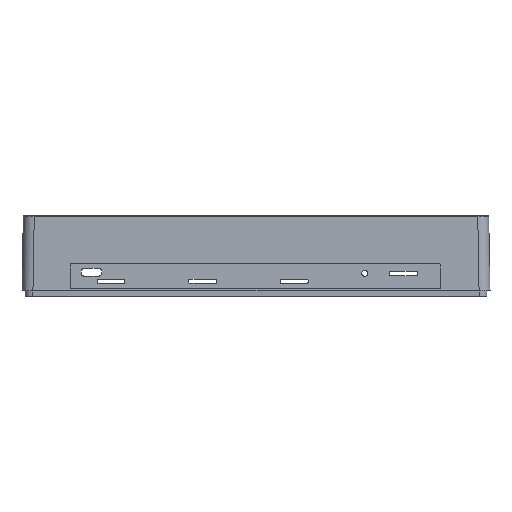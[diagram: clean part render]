
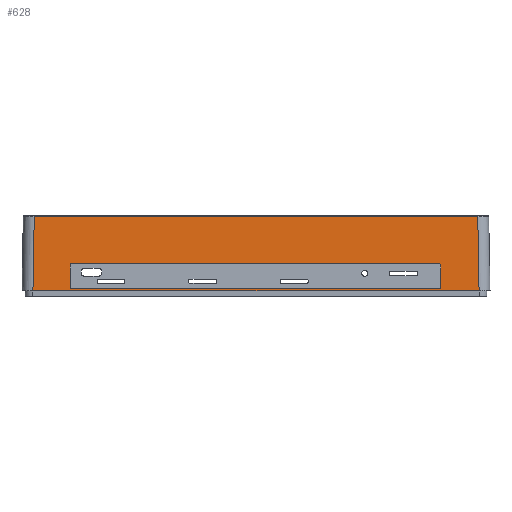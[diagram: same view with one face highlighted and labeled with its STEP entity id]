
A CAD part, front view. The second image highlights one B-rep face of the part: STEP entity #628.
In plain terms, the highlighted planar face has unit normal (0, -1, 0.018).
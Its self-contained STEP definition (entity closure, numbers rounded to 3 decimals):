
#83=FACE_BOUND('',#2078,.T.);
#628=ADVANCED_FACE('',(#1318,#83),#11758,.T.);
#1318=FACE_OUTER_BOUND('',#2077,.T.);
#2077=EDGE_LOOP('',(#4648,#4649,#4650,#4651));
#2078=EDGE_LOOP('',(#4652,#4653,#4654,#4655,#4656,#4657,#4658,#4659));
#4648=ORIENTED_EDGE('',*,*,#7518,.F.);
#4649=ORIENTED_EDGE('',*,*,#7344,.F.);
#4650=ORIENTED_EDGE('',*,*,#7515,.F.);
#4651=ORIENTED_EDGE('',*,*,#7585,.T.);
#4652=ORIENTED_EDGE('',*,*,#7593,.T.);
#4653=ORIENTED_EDGE('',*,*,#7586,.T.);
#4654=ORIENTED_EDGE('',*,*,#7587,.T.);
#4655=ORIENTED_EDGE('',*,*,#7588,.T.);
#4656=ORIENTED_EDGE('',*,*,#7589,.T.);
#4657=ORIENTED_EDGE('',*,*,#7590,.T.);
#4658=ORIENTED_EDGE('',*,*,#7591,.T.);
#4659=ORIENTED_EDGE('',*,*,#7592,.T.);
#7344=EDGE_CURVE('',#10833,#10827,#9092,.T.);
#7515=EDGE_CURVE('',#10952,#10833,#9246,.T.);
#7518=EDGE_CURVE('',#10827,#10955,#9249,.T.);
#7585=EDGE_CURVE('',#10952,#10955,#9300,.T.);
#7586=EDGE_CURVE('',#11008,#11009,#9823,.T.);
#7587=EDGE_CURVE('',#11009,#11010,#9301,.T.);
#7588=EDGE_CURVE('',#11010,#11011,#9824,.T.);
#7589=EDGE_CURVE('',#11011,#11012,#9302,.T.);
#7590=EDGE_CURVE('',#11012,#11013,#9825,.T.);
#7591=EDGE_CURVE('',#11013,#11014,#9303,.T.);
#7592=EDGE_CURVE('',#11014,#11015,#9826,.T.);
#7593=EDGE_CURVE('',#11015,#11008,#9304,.T.);
#9092=B_SPLINE_CURVE_WITH_KNOTS('',1,(#19555,#19556),.UNSPECIFIED.,.F.,
 .F.,(2,2),(0.,202.811),.UNSPECIFIED.);
#9246=B_SPLINE_CURVE_WITH_KNOTS('',1,(#19998,#19999),.UNSPECIFIED.,.F.,
 .F.,(2,2),(0.,33.988),.UNSPECIFIED.);
#9249=B_SPLINE_CURVE_WITH_KNOTS('',1,(#20004,#20005),.UNSPECIFIED.,.F.,
 .F.,(2,2),(0.,33.988),.UNSPECIFIED.);
#9300=B_SPLINE_CURVE_WITH_KNOTS('',1,(#20186,#20187),.UNSPECIFIED.,.F.,
 .F.,(2,2),(0.,203.997),.UNSPECIFIED.);
#9301=B_SPLINE_CURVE_WITH_KNOTS('',1,(#20191,#20192),.UNSPECIFIED.,.F.,
 .F.,(2,2),(0.,10.488),.UNSPECIFIED.);
#9302=B_SPLINE_CURVE_WITH_KNOTS('',1,(#20196,#20197),.UNSPECIFIED.,.F.,
 .F.,(2,2),(0.,168.302),.UNSPECIFIED.);
#9303=B_SPLINE_CURVE_WITH_KNOTS('',1,(#20201,#20202),.UNSPECIFIED.,.F.,
 .F.,(2,2),(0.,10.488),.UNSPECIFIED.);
#9304=B_SPLINE_CURVE_WITH_KNOTS('',1,(#20206,#20207),.UNSPECIFIED.,.F.,
 .F.,(2,2),(0.,168.302),.UNSPECIFIED.);
#9823=(
BOUNDED_CURVE()
B_SPLINE_CURVE(2,(#20188,#20189,#20190),.UNSPECIFIED.,.F.,.F.)
B_SPLINE_CURVE_WITH_KNOTS((3,3),(0.,1.078),.UNSPECIFIED.)
CURVE()
GEOMETRIC_REPRESENTATION_ITEM()
RATIONAL_B_SPLINE_CURVE((1.,0.707,1.))
REPRESENTATION_ITEM('')
);
#9824=(
BOUNDED_CURVE()
B_SPLINE_CURVE(2,(#20193,#20194,#20195),.UNSPECIFIED.,.F.,.F.)
B_SPLINE_CURVE_WITH_KNOTS((3,3),(0.,1.078),.UNSPECIFIED.)
CURVE()
GEOMETRIC_REPRESENTATION_ITEM()
RATIONAL_B_SPLINE_CURVE((1.,0.707,1.))
REPRESENTATION_ITEM('')
);
#9825=(
BOUNDED_CURVE()
B_SPLINE_CURVE(2,(#20198,#20199,#20200),.UNSPECIFIED.,.F.,.F.)
B_SPLINE_CURVE_WITH_KNOTS((3,3),(0.,1.078),.UNSPECIFIED.)
CURVE()
GEOMETRIC_REPRESENTATION_ITEM()
RATIONAL_B_SPLINE_CURVE((1.,0.707,1.))
REPRESENTATION_ITEM('')
);
#9826=(
BOUNDED_CURVE()
B_SPLINE_CURVE(2,(#20203,#20204,#20205),.UNSPECIFIED.,.F.,.F.)
B_SPLINE_CURVE_WITH_KNOTS((3,3),(0.,1.078),.UNSPECIFIED.)
CURVE()
GEOMETRIC_REPRESENTATION_ITEM()
RATIONAL_B_SPLINE_CURVE((1.,0.707,1.))
REPRESENTATION_ITEM('')
);
#10827=VERTEX_POINT('',#15830);
#10833=VERTEX_POINT('',#15836);
#10952=VERTEX_POINT('',#15955);
#10955=VERTEX_POINT('',#15958);
#11008=VERTEX_POINT('',#16011);
#11009=VERTEX_POINT('',#16012);
#11010=VERTEX_POINT('',#16013);
#11011=VERTEX_POINT('',#16014);
#11012=VERTEX_POINT('',#16015);
#11013=VERTEX_POINT('',#16016);
#11014=VERTEX_POINT('',#16017);
#11015=VERTEX_POINT('',#16018);
#11758=PLANE('',#12406);
#12406=AXIS2_PLACEMENT_3D('',#14602,#13047,$);
#13047=DIRECTION('',(0.,-1.,0.017));
#14602=CARTESIAN_POINT('',(211.851,-127.371,32.662));
#15830=CARTESIAN_POINT('',(190.249,-127.441,28.644));
#15836=CARTESIAN_POINT('',(-12.562,-127.441,28.644));
#15955=CARTESIAN_POINT('',(-13.156,-128.034,-5.334));
#15958=CARTESIAN_POINT('',(190.842,-128.034,-5.334));
#16011=CARTESIAN_POINT('',(172.717,-127.816,7.132));
#16012=CARTESIAN_POINT('',(173.256,-127.826,6.593));
#16013=CARTESIAN_POINT('',(173.256,-128.009,-3.893));
#16014=CARTESIAN_POINT('',(172.717,-128.018,-4.432));
#16015=CARTESIAN_POINT('',(4.416,-128.018,-4.432));
#16016=CARTESIAN_POINT('',(3.877,-128.009,-3.893));
#16017=CARTESIAN_POINT('',(3.877,-127.826,6.593));
#16018=CARTESIAN_POINT('',(4.416,-127.816,7.132));
#19555=CARTESIAN_POINT('',(-12.562,-127.441,28.644));
#19556=CARTESIAN_POINT('',(190.249,-127.441,28.644));
#19998=CARTESIAN_POINT('',(-13.156,-128.034,-5.334));
#19999=CARTESIAN_POINT('',(-12.562,-127.441,28.644));
#20004=CARTESIAN_POINT('',(190.249,-127.441,28.644));
#20005=CARTESIAN_POINT('',(190.842,-128.034,-5.334));
#20186=CARTESIAN_POINT('',(-13.156,-128.034,-5.334));
#20187=CARTESIAN_POINT('',(190.842,-128.034,-5.334));
#20188=CARTESIAN_POINT('',(172.717,-127.816,7.132));
#20189=CARTESIAN_POINT('',(173.256,-127.816,7.132));
#20190=CARTESIAN_POINT('',(173.256,-127.826,6.593));
#20191=CARTESIAN_POINT('',(173.256,-127.826,6.593));
#20192=CARTESIAN_POINT('',(173.256,-128.009,-3.893));
#20193=CARTESIAN_POINT('',(173.256,-128.009,-3.893));
#20194=CARTESIAN_POINT('',(173.256,-128.018,-4.432));
#20195=CARTESIAN_POINT('',(172.717,-128.018,-4.432));
#20196=CARTESIAN_POINT('',(172.717,-128.018,-4.432));
#20197=CARTESIAN_POINT('',(4.416,-128.018,-4.432));
#20198=CARTESIAN_POINT('',(4.416,-128.018,-4.432));
#20199=CARTESIAN_POINT('',(3.877,-128.018,-4.432));
#20200=CARTESIAN_POINT('',(3.877,-128.009,-3.893));
#20201=CARTESIAN_POINT('',(3.877,-128.009,-3.893));
#20202=CARTESIAN_POINT('',(3.877,-127.826,6.593));
#20203=CARTESIAN_POINT('',(3.877,-127.826,6.593));
#20204=CARTESIAN_POINT('',(3.877,-127.816,7.132));
#20205=CARTESIAN_POINT('',(4.416,-127.816,7.132));
#20206=CARTESIAN_POINT('',(4.416,-127.816,7.132));
#20207=CARTESIAN_POINT('',(172.717,-127.816,7.132));
